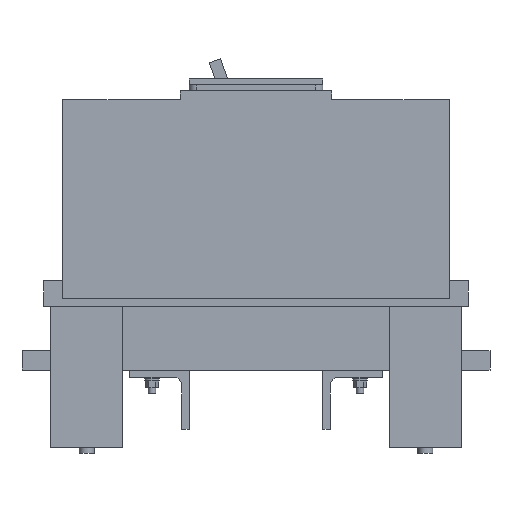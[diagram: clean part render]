
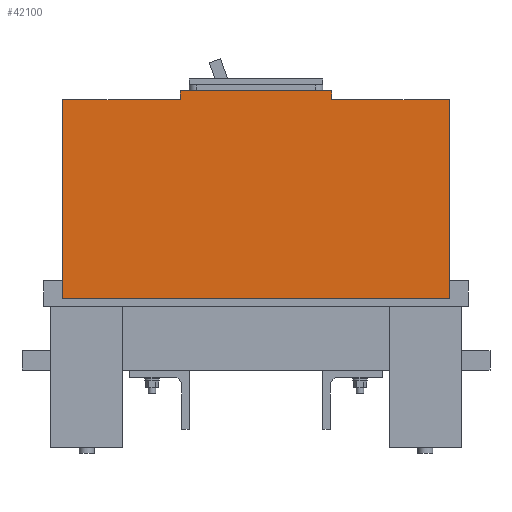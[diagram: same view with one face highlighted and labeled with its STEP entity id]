
A CAD part, left-side view. The second image highlights one B-rep face of the part: STEP entity #42100.
In plain terms, the highlighted planar face has unit normal (-1, 0, 0).
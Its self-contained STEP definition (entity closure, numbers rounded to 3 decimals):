
#41390=CARTESIAN_POINT('',(0.,218.342,0.));
#41400=DIRECTION('',(1.,-0.,0.));
#41410=DIRECTION('',(0.,0.,-1.));
#41420=AXIS2_PLACEMENT_3D('',#41390,#41400,#41410);
#41430=PLANE('',#41420);
#41440=CARTESIAN_POINT('',(0.,92.,0.));
#41450=DIRECTION('',(0.,0.,-1.));
#41460=VECTOR('',#41450,1.);
#41470=LINE('',#41440,#41460);
#41480=CARTESIAN_POINT('',(0.,92.,-38.651));
#41490=VERTEX_POINT('',#41480);
#41500=CARTESIAN_POINT('',(0.,92.,-44.651));
#41510=VERTEX_POINT('',#41500);
#41520=EDGE_CURVE('',#41490,#41510,#41470,.T.);
#41530=ORIENTED_EDGE('',*,*,#41520,.F.);
#41540=CARTESIAN_POINT('',(0.,0.,-44.651));
#41550=DIRECTION('',(0.,-1.,0.));
#41560=VECTOR('',#41550,1.);
#41570=LINE('',#41540,#41560);
#41580=CARTESIAN_POINT('',(0.,13.,-44.651));
#41590=VERTEX_POINT('',#41580);
#41600=EDGE_CURVE('',#41510,#41590,#41570,.T.);
#41610=ORIENTED_EDGE('',*,*,#41600,.F.);
#41620=CARTESIAN_POINT('',(0.,13.,0.));
#41630=DIRECTION('',(0.,0.,-1.));
#41640=VECTOR('',#41630,1.);
#41650=LINE('',#41620,#41640);
#41660=CARTESIAN_POINT('',(0.,13.,-178.651));
#41670=VERTEX_POINT('',#41660);
#41680=EDGE_CURVE('',#41590,#41670,#41650,.T.);
#41690=ORIENTED_EDGE('',*,*,#41680,.F.);
#41700=CARTESIAN_POINT('',(0.,0.,-178.651));
#41710=DIRECTION('',(0.,-1.,0.));
#41720=VECTOR('',#41710,1.);
#41730=LINE('',#41700,#41720);
#41740=CARTESIAN_POINT('',(0.,273.,-178.651));
#41750=VERTEX_POINT('',#41740);
#41760=EDGE_CURVE('',#41750,#41670,#41730,.T.);
#41770=ORIENTED_EDGE('',*,*,#41760,.T.);
#41780=CARTESIAN_POINT('',(0.,273.,0.));
#41790=DIRECTION('',(0.,0.,1.));
#41800=VECTOR('',#41790,1.);
#41810=LINE('',#41780,#41800);
#41820=CARTESIAN_POINT('',(0.,273.,-44.651));
#41830=VERTEX_POINT('',#41820);
#41840=EDGE_CURVE('',#41750,#41830,#41810,.T.);
#41850=ORIENTED_EDGE('',*,*,#41840,.F.);
#41860=CARTESIAN_POINT('',(0.,0.,-44.651));
#41870=DIRECTION('',(0.,-1.,0.));
#41880=VECTOR('',#41870,1.);
#41890=LINE('',#41860,#41880);
#41900=CARTESIAN_POINT('',(0.,194.,-44.651));
#41910=VERTEX_POINT('',#41900);
#41920=EDGE_CURVE('',#41830,#41910,#41890,.T.);
#41930=ORIENTED_EDGE('',*,*,#41920,.F.);
#41940=CARTESIAN_POINT('',(0.,194.,0.));
#41950=DIRECTION('',(0.,0.,1.));
#41960=VECTOR('',#41950,1.);
#41970=LINE('',#41940,#41960);
#41980=CARTESIAN_POINT('',(0.,194.,-38.651));
#41990=VERTEX_POINT('',#41980);
#42000=EDGE_CURVE('',#41910,#41990,#41970,.T.);
#42010=ORIENTED_EDGE('',*,*,#42000,.F.);
#42020=CARTESIAN_POINT('',(0.,0.,-38.651));
#42030=DIRECTION('',(0.,-1.,0.));
#42040=VECTOR('',#42030,1.);
#42050=LINE('',#42020,#42040);
#42060=EDGE_CURVE('',#41990,#41490,#42050,.T.);
#42070=ORIENTED_EDGE('',*,*,#42060,.F.);
#42080=EDGE_LOOP('',(#42070,#42010,#41930,#41850,#41770,#41690,#41610,
#41530));
#42090=FACE_OUTER_BOUND('',#42080,.T.);
#42100=ADVANCED_FACE('',(#42090),#41430,.F.);
